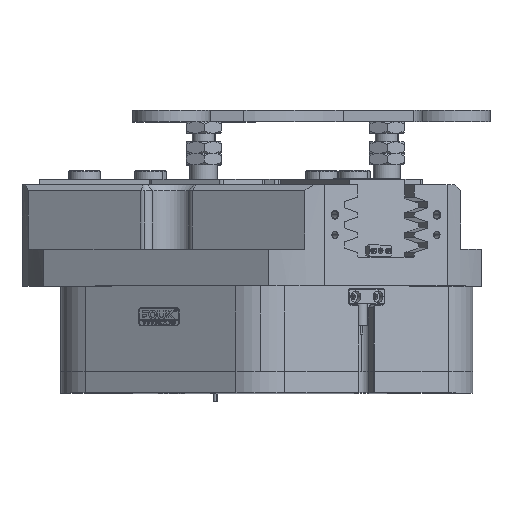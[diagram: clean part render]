
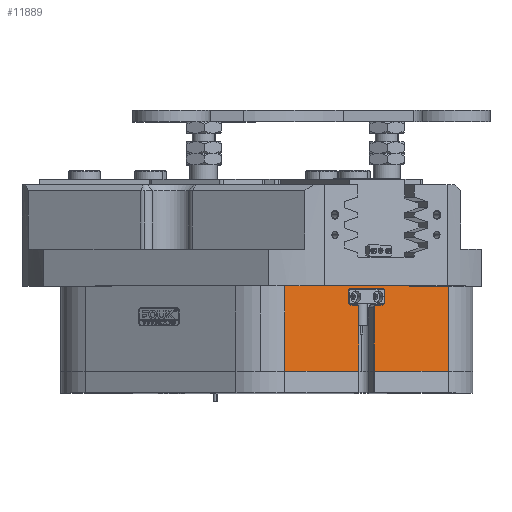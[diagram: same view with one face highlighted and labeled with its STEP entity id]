
A CAD part, top view. The second image highlights one B-rep face of the part: STEP entity #11889.
In plain terms, the highlighted planar face has unit normal (0.5, 0, 0.866).
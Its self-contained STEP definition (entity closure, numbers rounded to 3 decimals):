
#978 = ORIENTED_EDGE ( 'NONE', *, *, #12949, .T. ) ;
#1090 = VECTOR ( 'NONE', #31873, 1000. ) ;
#1474 = EDGE_CURVE ( 'NONE', #25057, #24844, #24881, .T. ) ;
#1531 = EDGE_CURVE ( 'NONE', #41136, #34638, #20949, .T. ) ;
#1674 = ORIENTED_EDGE ( 'NONE', *, *, #28054, .F. ) ;
#2070 = EDGE_CURVE ( 'NONE', #24844, #25902, #46722, .T. ) ;
#2959 = CARTESIAN_POINT ( 'NONE',  ( 58.183, 55.5, 130.376 ) ) ;
#2980 = ORIENTED_EDGE ( 'NONE', *, *, #36437, .T. ) ;
#3175 = DIRECTION ( 'NONE',  ( -0.5, 0., -0.866 ) ) ;
#3251 = DIRECTION ( 'NONE',  ( 0.866, 0., -0.5 ) ) ;
#3272 = CARTESIAN_POINT ( 'NONE',  ( 64.072, 46.2, 126.976 ) ) ;
#3398 = ORIENTED_EDGE ( 'NONE', *, *, #47663, .T. ) ;
#3718 = CARTESIAN_POINT ( 'NONE',  ( 81.825, 55.5, 116.726 ) ) ;
#4098 = CIRCLE ( 'NONE', #29109, 2.3 ) ;
#4417 = DIRECTION ( 'NONE',  ( 0.5, 0., 0.866 ) ) ;
#4471 = ORIENTED_EDGE ( 'NONE', *, *, #1531, .T. ) ;
#4509 = VERTEX_POINT ( 'NONE', #28879 ) ;
#5266 = AXIS2_PLACEMENT_3D ( 'NONE', #3718, #3175, #28333 ) ;
#5349 = EDGE_LOOP ( 'NONE', ( #51838, #28640, #16968, #52714, #978, #19528, #46221, #15840, #46513, #3398, #4471, #31383, #52767, #20303, #1674, #7437, #18271, #2980 ) ) ;
#5483 = VECTOR ( 'NONE', #10382, 1000. ) ;
#5656 = EDGE_CURVE ( 'NONE', #19365, #4509, #25828, .T. ) ;
#5882 = EDGE_CURVE ( 'NONE', #34638, #25057, #29716, .T. ) ;
#5954 = DIRECTION ( 'NONE',  ( 0.866, 0., -0.5 ) ) ;
#6411 = VERTEX_POINT ( 'NONE', #22113 ) ;
#6738 = CARTESIAN_POINT ( 'NONE',  ( 284., 59.5, 0. ) ) ;
#6848 = DIRECTION ( 'NONE',  ( 0.866, 0., -0.5 ) ) ;
#7412 = FACE_OUTER_BOUND ( 'NONE', #5349, .T. ) ;
#7437 = ORIENTED_EDGE ( 'NONE', *, *, #40788, .T. ) ;
#8903 = CARTESIAN_POINT ( 'NONE',  ( 76.456, 44.5, 119.826 ) ) ;
#9379 = AXIS2_PLACEMENT_3D ( 'NONE', #25674, #33774, #50385 ) ;
#9415 = DIRECTION ( 'NONE',  ( -0.866, 0., 0.5 ) ) ;
#9545 = CARTESIAN_POINT ( 'NONE',  ( 76.456, 0., 119.826 ) ) ;
#10083 = VECTOR ( 'NONE', #5954, 1000. ) ;
#10123 = DIRECTION ( 'NONE',  ( 0., -1., 0. ) ) ;
#10347 = CARTESIAN_POINT ( 'NONE',  ( 60.175, 46.2, 129.226 ) ) ;
#10382 = DIRECTION ( 'NONE',  ( 0., -1., 0. ) ) ;
#10507 = CARTESIAN_POINT ( 'NONE',  ( 77.928, 46.2, 118.976 ) ) ;
#10648 = CARTESIAN_POINT ( 'NONE',  ( 284., 0., 0. ) ) ;
#11286 = DIRECTION ( 'NONE',  ( -0.866, 0., 0.5 ) ) ;
#11776 = CIRCLE ( 'NONE', #45061, 2.3 ) ;
#11779 = CIRCLE ( 'NONE', #35166, 1.7 ) ;
#11785 = EDGE_CURVE ( 'NONE', #25178, #29514, #4098, .T. ) ;
#11889 = ADVANCED_FACE ( 'NONE', ( #7412 ), #34328, .T. ) ;
#12019 = DIRECTION ( 'NONE',  ( 0.866, 0., -0.5 ) ) ;
#12197 = DIRECTION ( 'NONE',  ( -0.5, 0., -0.866 ) ) ;
#12211 = LINE ( 'NONE', #47684, #43860 ) ;
#12949 = EDGE_CURVE ( 'NONE', #14018, #6411, #11776, .T. ) ;
#13122 = VECTOR ( 'NONE', #38466, 1000. ) ;
#13665 = EDGE_CURVE ( 'NONE', #19307, #14018, #49219, .T. ) ;
#14018 = VERTEX_POINT ( 'NONE', #10347 ) ;
#14514 = CIRCLE ( 'NONE', #5266, 2.3 ) ;
#14587 = AXIS2_PLACEMENT_3D ( 'NONE', #36786, #4417, #12019 ) ;
#15058 = DIRECTION ( 'NONE',  ( -0.866, 0., 0.5 ) ) ;
#15840 = ORIENTED_EDGE ( 'NONE', *, *, #46948, .T. ) ;
#16004 = LINE ( 'NONE', #2959, #1090 ) ;
#16513 = VERTEX_POINT ( 'NONE', #47643 ) ;
#16968 = ORIENTED_EDGE ( 'NONE', *, *, #34215, .T. ) ;
#17165 = CARTESIAN_POINT ( 'NONE',  ( 14., 59.5, 155.885 ) ) ;
#17808 = CARTESIAN_POINT ( 'NONE',  ( 128., 754.9, 90.067 ) ) ;
#18271 = ORIENTED_EDGE ( 'NONE', *, *, #5656, .F. ) ;
#18552 = EDGE_CURVE ( 'NONE', #6411, #25178, #16004, .T. ) ;
#19307 = VERTEX_POINT ( 'NONE', #3272 ) ;
#19365 = VERTEX_POINT ( 'NONE', #17165 ) ;
#19528 = ORIENTED_EDGE ( 'NONE', *, *, #18552, .T. ) ;
#19913 = VERTEX_POINT ( 'NONE', #50971 ) ;
#20303 = ORIENTED_EDGE ( 'NONE', *, *, #2070, .T. ) ;
#20489 = DIRECTION ( 'NONE',  ( 0.866, 0., -0.5 ) ) ;
#20520 = CARTESIAN_POINT ( 'NONE',  ( 65.544, 44.5, 126.126 ) ) ;
#20949 = CIRCLE ( 'NONE', #49866, 2.3 ) ;
#21278 = CARTESIAN_POINT ( 'NONE',  ( 65.544, 0., 126.126 ) ) ;
#21491 = CARTESIAN_POINT ( 'NONE',  ( 128., 0., 90.067 ) ) ;
#21930 = DIRECTION ( 'NONE',  ( 0., 1., 0. ) ) ;
#22113 = CARTESIAN_POINT ( 'NONE',  ( 58.183, 48.5, 130.376 ) ) ;
#22772 = CARTESIAN_POINT ( 'NONE',  ( 81.825, 57.8, 116.726 ) ) ;
#24247 = CARTESIAN_POINT ( 'NONE',  ( 60.175, 55.5, 129.226 ) ) ;
#24510 = CARTESIAN_POINT ( 'NONE',  ( 81.825, 48.5, 116.726 ) ) ;
#24844 = VERTEX_POINT ( 'NONE', #8903 ) ;
#24881 = CIRCLE ( 'NONE', #14587, 1.7 ) ;
#24917 = VECTOR ( 'NONE', #21930, 1000. ) ;
#25057 = VERTEX_POINT ( 'NONE', #10507 ) ;
#25154 = LINE ( 'NONE', #10648, #30958 ) ;
#25178 = VERTEX_POINT ( 'NONE', #52905 ) ;
#25674 = CARTESIAN_POINT ( 'NONE',  ( 284., 754.9, 0. ) ) ;
#25828 = LINE ( 'NONE', #6738, #40021 ) ;
#25902 = VERTEX_POINT ( 'NONE', #31609 ) ;
#27257 = CARTESIAN_POINT ( 'NONE',  ( 81.825, 57.8, 116.726 ) ) ;
#27624 = CARTESIAN_POINT ( 'NONE',  ( 60.175, 48.5, 129.226 ) ) ;
#27747 = CARTESIAN_POINT ( 'NONE',  ( 60.175, 46.2, 129.226 ) ) ;
#28054 = EDGE_CURVE ( 'NONE', #31015, #25902, #33659, .T. ) ;
#28333 = DIRECTION ( 'NONE',  ( 0.866, 0., -0.5 ) ) ;
#28640 = ORIENTED_EDGE ( 'NONE', *, *, #51743, .T. ) ;
#28879 = CARTESIAN_POINT ( 'NONE',  ( 128., 59.5, 90.067 ) ) ;
#29109 = AXIS2_PLACEMENT_3D ( 'NONE', #24247, #32005, #3251 ) ;
#29367 = LINE ( 'NONE', #17808, #24917 ) ;
#29514 = VERTEX_POINT ( 'NONE', #32255 ) ;
#29716 = LINE ( 'NONE', #34166, #39408 ) ;
#29796 = VECTOR ( 'NONE', #15058, 1000. ) ;
#30072 = LINE ( 'NONE', #51562, #5483 ) ;
#30958 = VECTOR ( 'NONE', #42981, 1000. ) ;
#31015 = VERTEX_POINT ( 'NONE', #21491 ) ;
#31383 = ORIENTED_EDGE ( 'NONE', *, *, #5882, .T. ) ;
#31609 = CARTESIAN_POINT ( 'NONE',  ( 76.456, 0., 119.826 ) ) ;
#31873 = DIRECTION ( 'NONE',  ( 0., 1., 0. ) ) ;
#32005 = DIRECTION ( 'NONE',  ( -0.5, 0., -0.866 ) ) ;
#32255 = CARTESIAN_POINT ( 'NONE',  ( 60.175, 57.8, 129.226 ) ) ;
#32265 = DIRECTION ( 'NONE',  ( 0.866, 0., -0.5 ) ) ;
#33659 = LINE ( 'NONE', #39477, #29796 ) ;
#33774 = DIRECTION ( 'NONE',  ( 0.5, 0., 0.866 ) ) ;
#34166 = CARTESIAN_POINT ( 'NONE',  ( 77.928, 46.2, 118.976 ) ) ;
#34215 = EDGE_CURVE ( 'NONE', #45189, #19307, #11779, .T. ) ;
#34328 = PLANE ( 'NONE',  #9379 ) ;
#34638 = VERTEX_POINT ( 'NONE', #43056 ) ;
#34770 = CARTESIAN_POINT ( 'NONE',  ( 65.544, 44.5, 126.126 ) ) ;
#35166 = AXIS2_PLACEMENT_3D ( 'NONE', #53184, #48701, #32265 ) ;
#36437 = EDGE_CURVE ( 'NONE', #19365, #19913, #12211, .T. ) ;
#36786 = CARTESIAN_POINT ( 'NONE',  ( 77.928, 44.5, 118.976 ) ) ;
#38466 = DIRECTION ( 'NONE',  ( 0., -1., 0. ) ) ;
#39291 = DIRECTION ( 'NONE',  ( 0., 1., 0. ) ) ;
#39408 = VECTOR ( 'NONE', #9415, 1000. ) ;
#39477 = CARTESIAN_POINT ( 'NONE',  ( 284., 0., 0. ) ) ;
#40021 = VECTOR ( 'NONE', #43926, 1000. ) ;
#40396 = EDGE_CURVE ( 'NONE', #48151, #16513, #14514, .T. ) ;
#40402 = LINE ( 'NONE', #34770, #49394 ) ;
#40473 = LINE ( 'NONE', #27257, #10083 ) ;
#40788 = EDGE_CURVE ( 'NONE', #31015, #4509, #29367, .T. ) ;
#41136 = VERTEX_POINT ( 'NONE', #44301 ) ;
#42981 = DIRECTION ( 'NONE',  ( -0.866, 0., 0.5 ) ) ;
#43056 = CARTESIAN_POINT ( 'NONE',  ( 81.825, 46.2, 116.726 ) ) ;
#43270 = VERTEX_POINT ( 'NONE', #21278 ) ;
#43676 = DIRECTION ( 'NONE',  ( -0.5, 0., -0.866 ) ) ;
#43860 = VECTOR ( 'NONE', #10123, 1000. ) ;
#43926 = DIRECTION ( 'NONE',  ( 0.866, 0., -0.5 ) ) ;
#44301 = CARTESIAN_POINT ( 'NONE',  ( 83.817, 48.5, 115.576 ) ) ;
#45061 = AXIS2_PLACEMENT_3D ( 'NONE', #27624, #43676, #6848 ) ;
#45189 = VERTEX_POINT ( 'NONE', #20520 ) ;
#46221 = ORIENTED_EDGE ( 'NONE', *, *, #11785, .T. ) ;
#46513 = ORIENTED_EDGE ( 'NONE', *, *, #40396, .T. ) ;
#46722 = LINE ( 'NONE', #9545, #13122 ) ;
#46948 = EDGE_CURVE ( 'NONE', #29514, #48151, #40473, .T. ) ;
#47643 = CARTESIAN_POINT ( 'NONE',  ( 83.817, 55.5, 115.576 ) ) ;
#47663 = EDGE_CURVE ( 'NONE', #16513, #41136, #30072, .T. ) ;
#47684 = CARTESIAN_POINT ( 'NONE',  ( 14., 754.9, 155.885 ) ) ;
#48151 = VERTEX_POINT ( 'NONE', #22772 ) ;
#48577 = VECTOR ( 'NONE', #11286, 1000. ) ;
#48594 = EDGE_CURVE ( 'NONE', #43270, #19913, #25154, .T. ) ;
#48701 = DIRECTION ( 'NONE',  ( 0.5, 0., 0.866 ) ) ;
#49219 = LINE ( 'NONE', #27747, #48577 ) ;
#49394 = VECTOR ( 'NONE', #39291, 1000. ) ;
#49866 = AXIS2_PLACEMENT_3D ( 'NONE', #24510, #12197, #20489 ) ;
#50385 = DIRECTION ( 'NONE',  ( 0.866, 0., -0.5 ) ) ;
#50971 = CARTESIAN_POINT ( 'NONE',  ( 14., 0., 155.885 ) ) ;
#51562 = CARTESIAN_POINT ( 'NONE',  ( 83.817, 48.5, 115.576 ) ) ;
#51743 = EDGE_CURVE ( 'NONE', #43270, #45189, #40402, .T. ) ;
#51838 = ORIENTED_EDGE ( 'NONE', *, *, #48594, .F. ) ;
#52714 = ORIENTED_EDGE ( 'NONE', *, *, #13665, .T. ) ;
#52767 = ORIENTED_EDGE ( 'NONE', *, *, #1474, .T. ) ;
#52905 = CARTESIAN_POINT ( 'NONE',  ( 58.183, 55.5, 130.376 ) ) ;
#53184 = CARTESIAN_POINT ( 'NONE',  ( 64.072, 44.5, 126.976 ) ) ;
